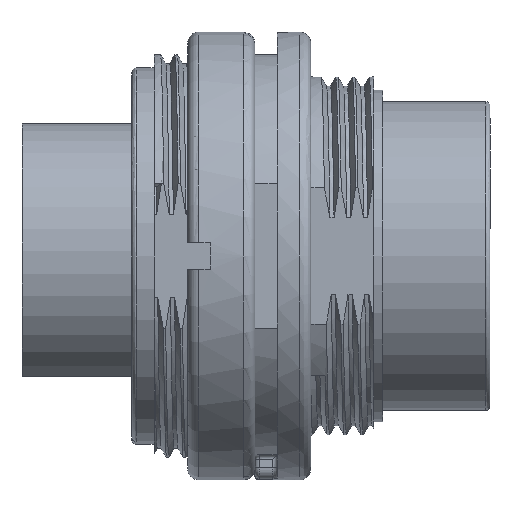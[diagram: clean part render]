
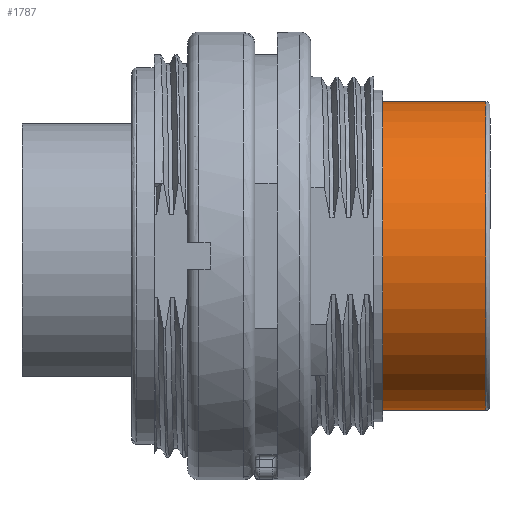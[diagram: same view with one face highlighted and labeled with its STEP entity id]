
A CAD part, front view. The second image highlights one B-rep face of the part: STEP entity #1787.
In plain terms, the highlighted cylindrical face has radius 6.9 mm (diameter 13.8 mm), a full revolution.
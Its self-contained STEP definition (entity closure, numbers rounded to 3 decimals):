
#1246=CYLINDRICAL_SURFACE('',#6941,6.9);
#1787=ADVANCED_FACE('',(#2035,#2036),#1246,.T.);
#2035=FACE_BOUND('',#2297,.T.);
#2036=FACE_BOUND('',#2298,.T.);
#2297=EDGE_LOOP('',(#4607));
#2298=EDGE_LOOP('',(#4608));
#4607=ORIENTED_EDGE('',*,*,#6316,.F.);
#4608=ORIENTED_EDGE('',*,*,#6317,.T.);
#5508=VERTEX_POINT('',#13196);
#5509=VERTEX_POINT('',#13199);
#6316=EDGE_CURVE('',#5508,#5508,#6560,.T.);
#6317=EDGE_CURVE('',#5509,#5509,#6561,.T.);
#6560=CIRCLE('',#6938,6.9);
#6561=CIRCLE('',#6940,6.9);
#6938=AXIS2_PLACEMENT_3D('',#13195,#8100,#8101);
#6940=AXIS2_PLACEMENT_3D('',#13198,#8104,#8105);
#6941=AXIS2_PLACEMENT_3D('',#13200,#8106,#8107);
#8100=DIRECTION('',(-1.,0.,0.));
#8101=DIRECTION('',(0.,0.,-1.));
#8104=DIRECTION('',(-1.,0.,0.));
#8105=DIRECTION('',(0.,0.,-1.));
#8106=DIRECTION('',(-1.,0.,0.));
#8107=DIRECTION('',(0.,0.,-1.));
#13195=CARTESIAN_POINT('',(-11.4,0.,0.));
#13196=CARTESIAN_POINT('',(-11.4,0.,-6.9));
#13198=CARTESIAN_POINT('',(-6.8,0.,0.));
#13199=CARTESIAN_POINT('',(-6.8,0.,-6.9));
#13200=CARTESIAN_POINT('',(-6.8,0.,0.));
